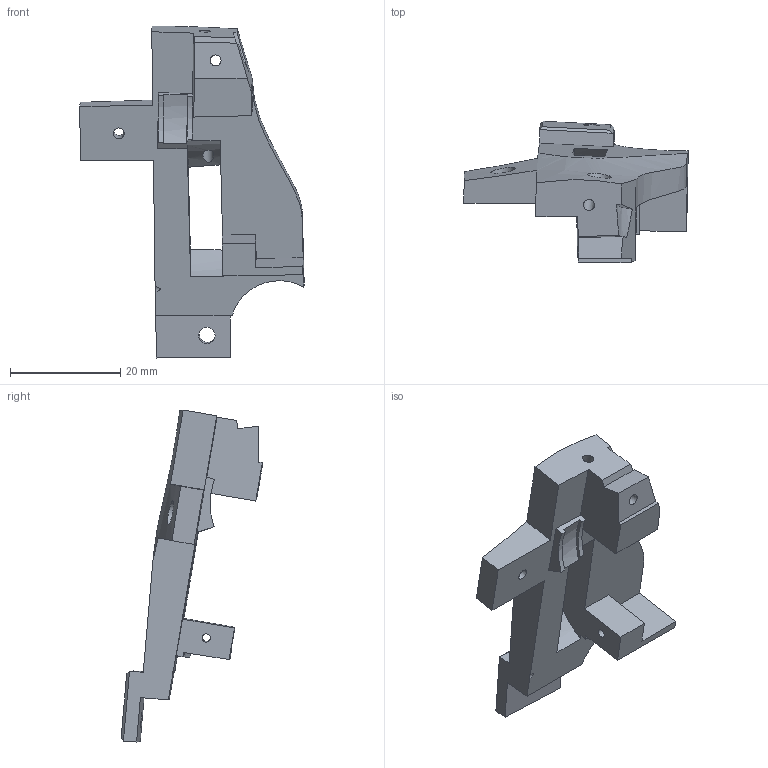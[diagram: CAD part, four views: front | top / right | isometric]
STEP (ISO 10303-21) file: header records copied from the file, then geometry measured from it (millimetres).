
FILE_DESCRIPTION(/* description */ ('STEP AP214'),/* implementation_level */ '2;1');
FILE_NAME(/* name */ '683c51364258294a187f3e0f',/* time_stamp */ '2025-06-01T13:10:15Z',/* author */ (''),/* organization */ (''),/* preprocessor_version */ 'ST-DEVELOPER v20',/* originating_system */ 'ONSHAPE BY PTC INC, 1.198',/* authorisation */ ' ');
FILE_SCHEMA (('AUTOMOTIVE_DESIGN {1 0 10303 214 3 1 1}'));
Length unit declared in the file: metre
Products named in the file (1): Part 66
Bounding box: 40.73 x 25.76 x 60.29 mm (x, y, z)
Volume: 8546.6 mm3; surface area: 5126.1 mm2
Topology: 1 solids, 1 shells, 71 faces, 201 edges, 132 vertices
Faces by surface type: plane 49, cylinder 18, bspline 2, cone 2
Full cylindrical faces by diameter (mm): 1.5 x2, 2 x3, 3 x1, 4.4 x2
Entity records: 2511 total; most frequent: CARTESIAN_POINT 653, ORIENTED_EDGE 380, DIRECTION 357, EDGE_CURVE 190, LINE 131, VECTOR 131, VERTEX_POINT 131, AXIS2_PLACEMENT_3D 113
